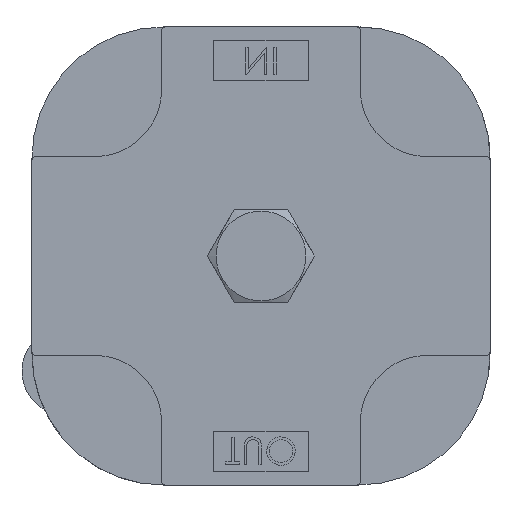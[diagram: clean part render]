
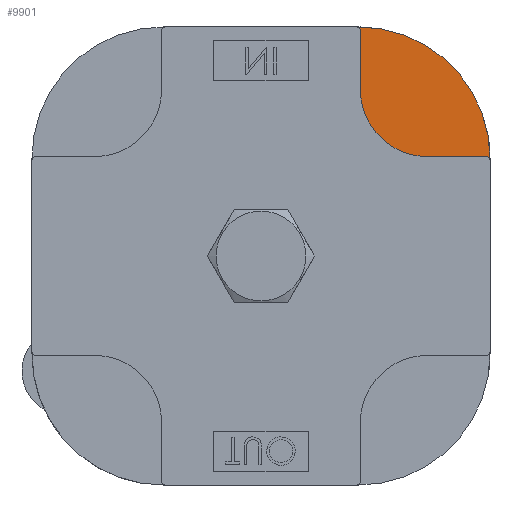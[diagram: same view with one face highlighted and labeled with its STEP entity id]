
A CAD part, front view. The second image highlights one B-rep face of the part: STEP entity #9901.
In plain terms, the highlighted planar face has unit normal (0, -1, 0).
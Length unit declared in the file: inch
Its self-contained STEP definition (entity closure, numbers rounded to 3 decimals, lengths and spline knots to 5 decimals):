
#403 = ORIENTED_EDGE ( 'NONE', *, *, #10334, .T. ) ;
#632 = VERTEX_POINT ( 'NONE', #24606 ) ;
#1060 = AXIS2_PLACEMENT_3D ( 'NONE', #11823, #25982, #13855 ) ;
#1429 = VECTOR ( 'NONE', #6136, 39.37008 ) ;
#1793 = AXIS2_PLACEMENT_3D ( 'NONE', #8652, #22857, #10701 ) ;
#2381 = DIRECTION ( 'NONE',  ( 0., -1., 0. ) ) ;
#2864 = PLANE ( 'NONE',  #22365 ) ;
#2922 = CARTESIAN_POINT ( 'NONE',  ( 1.0625, -0.9575, 0.4535 ) ) ;
#3081 = CARTESIAN_POINT ( 'NONE',  ( 1.0625, -0.9575, 0.4605 ) ) ;
#3158 = DIRECTION ( 'NONE',  ( 0., 0., -1. ) ) ;
#3631 = ORIENTED_EDGE ( 'NONE', *, *, #24086, .F. ) ;
#3990 = DIRECTION ( 'NONE',  ( 0., 1., 0. ) ) ;
#4006 = VERTEX_POINT ( 'NONE', #17106 ) ;
#5121 = DIRECTION ( 'NONE',  ( -1., 0., 0. ) ) ;
#5328 = VERTEX_POINT ( 'NONE', #18627 ) ;
#5472 = ORIENTED_EDGE ( 'NONE', *, *, #19878, .F. ) ;
#6136 = DIRECTION ( 'NONE',  ( 0., 0., 1. ) ) ;
#6482 = VERTEX_POINT ( 'NONE', #17093 ) ;
#6904 = CIRCLE ( 'NONE', #7932, 0.015 ) ;
#7114 = ORIENTED_EDGE ( 'NONE', *, *, #20450, .F. ) ;
#7158 = EDGE_CURVE ( 'NONE', #15134, #4006, #21554, .T. ) ;
#7750 = FACE_OUTER_BOUND ( 'NONE', #15087, .T. ) ;
#7932 = AXIS2_PLACEMENT_3D ( 'NONE', #16221, #3990, #18262 ) ;
#8472 = VECTOR ( 'NONE', #3158, 39.37008 ) ;
#8652 = CARTESIAN_POINT ( 'NONE',  ( 0.4455, -0.9575, 1.0475 ) ) ;
#8665 = ORIENTED_EDGE ( 'NONE', *, *, #12256, .T. ) ;
#9031 = CARTESIAN_POINT ( 'NONE',  ( 0., -0.9575, 0. ) ) ;
#9041 = VECTOR ( 'NONE', #16267, 39.37008 ) ;
#9901 = ADVANCED_FACE ( 'NONE', ( #7750 ), #2864, .F. ) ;
#10205 = VERTEX_POINT ( 'NONE', #16060 ) ;
#10288 = CIRCLE ( 'NONE', #10479, 0.609 ) ;
#10334 = EDGE_CURVE ( 'NONE', #10522, #5328, #10288, .T. ) ;
#10479 = AXIS2_PLACEMENT_3D ( 'NONE', #14626, #2381, #16667 ) ;
#10522 = VERTEX_POINT ( 'NONE', #2922 ) ;
#10701 = DIRECTION ( 'NONE',  ( 0., 0., 1. ) ) ;
#11094 = DIRECTION ( 'NONE',  ( 0., 1., 0. ) ) ;
#11823 = CARTESIAN_POINT ( 'NONE',  ( 0.773, -0.9575, 0.773 ) ) ;
#12182 = CARTESIAN_POINT ( 'NONE',  ( 1.0625, -0.9575, 1.0625 ) ) ;
#12256 = EDGE_CURVE ( 'NONE', #6482, #16715, #12723, .T. ) ;
#12288 = LINE ( 'NONE', #26378, #1429 ) ;
#12723 = CIRCLE ( 'NONE', #1793, 0.015 ) ;
#13855 = DIRECTION ( 'NONE',  ( 0., 0., 1. ) ) ;
#14462 = LINE ( 'NONE', #12182, #9041 ) ;
#14626 = CARTESIAN_POINT ( 'NONE',  ( 0.4535, -0.9575, 0.4535 ) ) ;
#14995 = ORIENTED_EDGE ( 'NONE', *, *, #26119, .F. ) ;
#15087 = EDGE_LOOP ( 'NONE', ( #5472, #22348, #3631, #22078, #7114, #403, #14995, #8665 ) ) ;
#15134 = VERTEX_POINT ( 'NONE', #16909 ) ;
#15504 = VECTOR ( 'NONE', #5121, 39.37008 ) ;
#16060 = CARTESIAN_POINT ( 'NONE',  ( 1.0625, -0.9575, 0.4455 ) ) ;
#16221 = CARTESIAN_POINT ( 'NONE',  ( 1.0475, -0.9575, 0.4455 ) ) ;
#16267 = DIRECTION ( 'NONE',  ( 1., 0., 0. ) ) ;
#16667 = DIRECTION ( 'NONE',  ( 0., 0., 1. ) ) ;
#16715 = VERTEX_POINT ( 'NONE', #22505 ) ;
#16770 = LINE ( 'NONE', #3081, #15504 ) ;
#16909 = CARTESIAN_POINT ( 'NONE',  ( 0.4605, -0.9575, 0.773 ) ) ;
#17093 = CARTESIAN_POINT ( 'NONE',  ( 0.4455, -0.9575, 1.0625 ) ) ;
#17106 = CARTESIAN_POINT ( 'NONE',  ( 0.773, -0.9575, 0.4605 ) ) ;
#18262 = DIRECTION ( 'NONE',  ( 0., 0., 1. ) ) ;
#18627 = CARTESIAN_POINT ( 'NONE',  ( 0.4535, -0.9575, 1.0625 ) ) ;
#18666 = LINE ( 'NONE', #19282, #8472 ) ;
#19282 = CARTESIAN_POINT ( 'NONE',  ( 1.0625, -0.9575, 1.0625 ) ) ;
#19878 = EDGE_CURVE ( 'NONE', #15134, #16715, #12288, .T. ) ;
#20450 = EDGE_CURVE ( 'NONE', #10522, #10205, #18666, .T. ) ;
#21554 = CIRCLE ( 'NONE', #1060, 0.3125 ) ;
#22078 = ORIENTED_EDGE ( 'NONE', *, *, #23702, .T. ) ;
#22348 = ORIENTED_EDGE ( 'NONE', *, *, #7158, .T. ) ;
#22365 = AXIS2_PLACEMENT_3D ( 'NONE', #9031, #11094, #25262 ) ;
#22505 = CARTESIAN_POINT ( 'NONE',  ( 0.4605, -0.9575, 1.0475 ) ) ;
#22857 = DIRECTION ( 'NONE',  ( 0., 1., 0. ) ) ;
#23702 = EDGE_CURVE ( 'NONE', #632, #10205, #6904, .T. ) ;
#24086 = EDGE_CURVE ( 'NONE', #632, #4006, #16770, .T. ) ;
#24606 = CARTESIAN_POINT ( 'NONE',  ( 1.0475, -0.9575, 0.4605 ) ) ;
#25262 = DIRECTION ( 'NONE',  ( 0., 0., 1. ) ) ;
#25982 = DIRECTION ( 'NONE',  ( 0., -1., 0. ) ) ;
#26119 = EDGE_CURVE ( 'NONE', #6482, #5328, #14462, .T. ) ;
#26378 = CARTESIAN_POINT ( 'NONE',  ( 0.4605, -0.9575, 0.4605 ) ) ;
